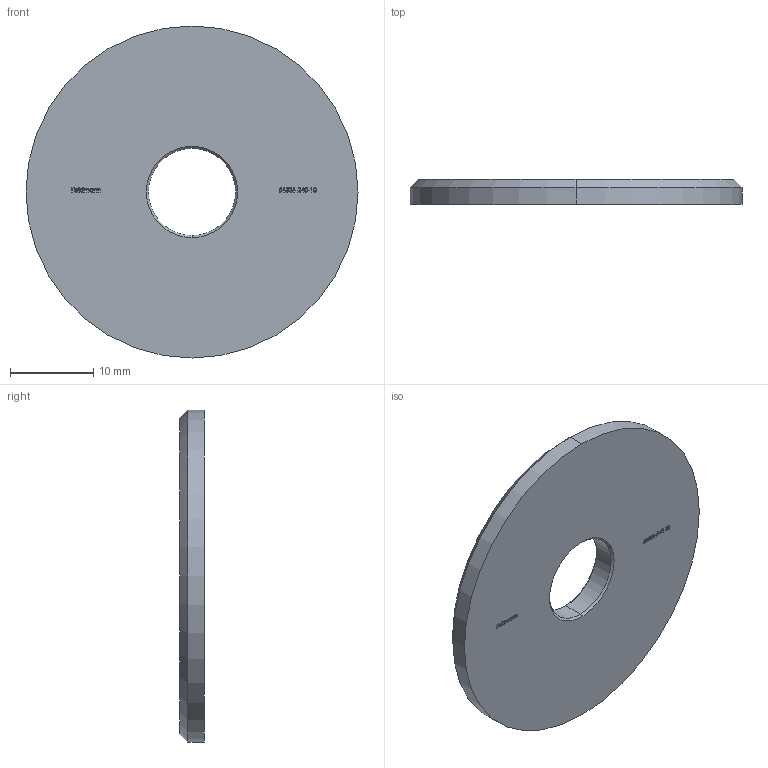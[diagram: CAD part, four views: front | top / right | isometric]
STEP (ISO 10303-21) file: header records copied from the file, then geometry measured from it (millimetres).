
FILE_DESCRIPTION (( 'STEP AP203' ), '1' );
FILE_NAME ('51331-240-10.step', '2020-10-21T10:55:42', ( '' ), ( '' ), 'SwSTEP 2.0', 'SolidWorks 2018', '' );
FILE_SCHEMA (( 'CONFIG_CONTROL_DESIGN' ));
Length unit declared in the file: millimetre
Products named in the file (2): 51331-240-10
Bounding box: 40 x 3 x 40 mm (x, y, z)
Volume: 3446.2 mm3; surface area: 2735.8 mm2
Topology: 1 solids, 1 shells, 257 faces, 681 edges, 452 vertices
Faces by surface type: plane 139, bspline 108, cone 6, cylinder 4
Entity records: 13920 total; most frequent: CARTESIAN_POINT 8108, ORIENTED_EDGE 1362, DIRECTION 781, EDGE_CURVE 681, VERTEX_POINT 452, LINE 451, VECTOR 451, EDGE_LOOP 285
